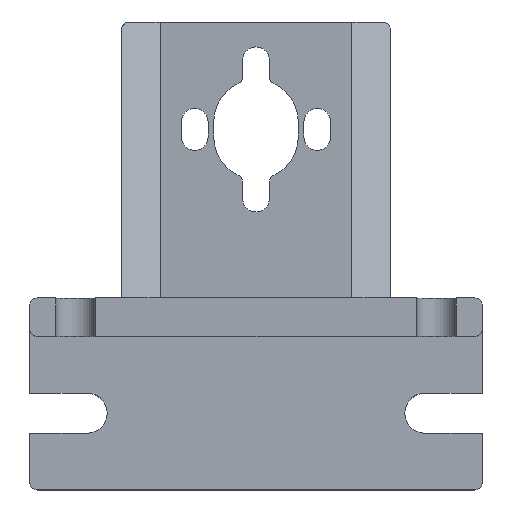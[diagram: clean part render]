
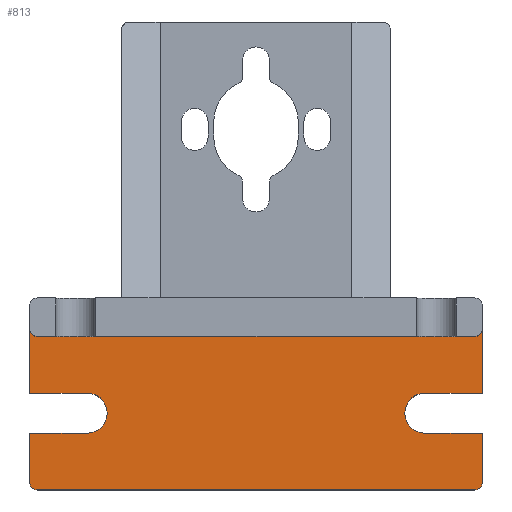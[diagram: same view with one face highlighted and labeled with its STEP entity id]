
A CAD part, top view. The second image highlights one B-rep face of the part: STEP entity #813.
In plain terms, the highlighted planar face has unit normal (0, 0, 1).
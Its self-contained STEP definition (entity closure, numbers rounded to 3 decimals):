
#7 = EDGE_CURVE ( 'NONE', #2001, #1763, #2185, .T. ) ;
#13 = DIRECTION ( 'NONE',  ( 1., 0., 0. ) ) ;
#15 = DIRECTION ( 'NONE',  ( 0., 0., -1. ) ) ;
#16 = EDGE_CURVE ( 'NONE', #378, #1763, #1256, .T. ) ;
#21 = EDGE_CURVE ( 'NONE', #378, #851, #1749, .T. ) ;
#32 = EDGE_CURVE ( 'NONE', #452, #851, #2135, .T. ) ;
#35 = EDGE_CURVE ( 'NONE', #2009, #452, #349, .T. ) ;
#40 = EDGE_CURVE ( 'NONE', #352, #2009, #299, .T. ) ;
#45 = EDGE_CURVE ( 'NONE', #352, #671, #1637, .T. ) ;
#47 = CARTESIAN_POINT ( 'NONE',  ( -28.5, -9.5, 5. ) ) ;
#61 = CARTESIAN_POINT ( 'NONE',  ( -29.5, -9.5, 5. ) ) ;
#66 = EDGE_CURVE ( 'NONE', #1560, #671, #1151, .T. ) ;
#67 = EDGE_CURVE ( 'NONE', #1560, #1043, #1201, .T. ) ;
#79 = VERTEX_POINT ( 'NONE', #366 ) ;
#88 = CARTESIAN_POINT ( 'NONE',  ( 0., 0., 5. ) ) ;
#125 = CARTESIAN_POINT ( 'NONE',  ( 0., -30.5, 5. ) ) ;
#129 = CARTESIAN_POINT ( 'NONE',  ( 29.5, 0., 5. ) ) ;
#150 = DIRECTION ( 'NONE',  ( 0., 0., -1. ) ) ;
#160 = DIRECTION ( 'NONE',  ( 1., 0., 0. ) ) ;
#169 = ORIENTED_EDGE ( 'NONE', *, *, #21, .T. ) ;
#172 = ORIENTED_EDGE ( 'NONE', *, *, #66, .F. ) ;
#181 = DIRECTION ( 'NONE',  ( 1., 0., 0. ) ) ;
#206 = CARTESIAN_POINT ( 'NONE',  ( 29.5, -29.5, 5. ) ) ;
#222 = CARTESIAN_POINT ( 'NONE',  ( 29.5, -10.5, 5. ) ) ;
#229 = DIRECTION ( 'NONE',  ( 0., 0., -1. ) ) ;
#256 = DIRECTION ( 'NONE',  ( 0., 0., -1. ) ) ;
#275 = EDGE_LOOP ( 'NONE', ( #1173, #1062, #2004, #1836, #421, #379, #771, #2118, #1610, #1559, #169, #849, #1875, #1015, #960, #172, #1071 ) ) ;
#299 = CIRCLE ( 'NONE', #1717, 2.6 ) ;
#300 = VERTEX_POINT ( 'NONE', #206 ) ;
#302 = DIRECTION ( 'NONE',  ( 0., 1., 0. ) ) ;
#311 = CARTESIAN_POINT ( 'NONE',  ( 28.5, -9.5, 5. ) ) ;
#349 = LINE ( 'NONE', #804, #2091 ) ;
#352 = VERTEX_POINT ( 'NONE', #1760 ) ;
#354 = CARTESIAN_POINT ( 'NONE',  ( 29.5, -17.9, 5. ) ) ;
#366 = CARTESIAN_POINT ( 'NONE',  ( 22., -23.1, 5. ) ) ;
#378 = VERTEX_POINT ( 'NONE', #1035 ) ;
#379 = ORIENTED_EDGE ( 'NONE', *, *, #1785, .T. ) ;
#383 = DIRECTION ( 'NONE',  ( 1., 0., 0. ) ) ;
#396 = VECTOR ( 'NONE', #753, 1000. ) ;
#397 = DIRECTION ( 'NONE',  ( 0., 0., 1. ) ) ;
#409 = CARTESIAN_POINT ( 'NONE',  ( -22., -17.9, 5. ) ) ;
#421 = ORIENTED_EDGE ( 'NONE', *, *, #736, .T. ) ;
#427 = DIRECTION ( 'NONE',  ( 1., 0., 0. ) ) ;
#432 = DIRECTION ( 'NONE',  ( 1., 0., 0. ) ) ;
#445 = DIRECTION ( 'NONE',  ( 0., 1., 0. ) ) ;
#448 = CARTESIAN_POINT ( 'NONE',  ( -28.5, -29.5, 5. ) ) ;
#452 = VERTEX_POINT ( 'NONE', #2166 ) ;
#490 = EDGE_CURVE ( 'NONE', #1154, #2001, #1366, .T. ) ;
#499 = VECTOR ( 'NONE', #445, 1000. ) ;
#508 = EDGE_CURVE ( 'NONE', #1867, #1154, #1427, .T. ) ;
#518 = DIRECTION ( 'NONE',  ( 0., 1., 0. ) ) ;
#567 = DIRECTION ( 'NONE',  ( 1., 0., 0. ) ) ;
#570 = DIRECTION ( 'NONE',  ( 0., 0., 1. ) ) ;
#580 = CARTESIAN_POINT ( 'NONE',  ( 29.5, -9.5, 5. ) ) ;
#582 = CARTESIAN_POINT ( 'NONE',  ( -22., -20.5, 5. ) ) ;
#591 = DIRECTION ( 'NONE',  ( -1., 0., 0. ) ) ;
#595 = CARTESIAN_POINT ( 'NONE',  ( 0., -23.1, 5. ) ) ;
#633 = DIRECTION ( 'NONE',  ( 1., 0., 0. ) ) ;
#634 = EDGE_CURVE ( 'NONE', #79, #1118, #686, .T. ) ;
#671 = VERTEX_POINT ( 'NONE', #897 ) ;
#686 = LINE ( 'NONE', #781, #2088 ) ;
#689 = VECTOR ( 'NONE', #591, 1000. ) ;
#736 = EDGE_CURVE ( 'NONE', #79, #2224, #1275, .T. ) ;
#738 = VERTEX_POINT ( 'NONE', #921 ) ;
#753 = DIRECTION ( 'NONE',  ( 0., 1., 0. ) ) ;
#771 = ORIENTED_EDGE ( 'NONE', *, *, #508, .T. ) ;
#778 = CARTESIAN_POINT ( 'NONE',  ( -29.5, 0., 5. ) ) ;
#781 = CARTESIAN_POINT ( 'NONE',  ( 0., -23.1, 5. ) ) ;
#787 = CARTESIAN_POINT ( 'NONE',  ( -29.5, 0., 5. ) ) ;
#794 = CARTESIAN_POINT ( 'NONE',  ( 19.4, -20.5, 5. ) ) ;
#802 = VECTOR ( 'NONE', #160, 1000. ) ;
#804 = CARTESIAN_POINT ( 'NONE',  ( 0., -17.9, 5. ) ) ;
#809 = LINE ( 'NONE', #129, #1703 ) ;
#813 = ADVANCED_FACE ( 'NONE', ( #1060 ), #1478, .T. ) ;
#814 = DIRECTION ( 'NONE',  ( -1., 0., 0. ) ) ;
#840 = CARTESIAN_POINT ( 'NONE',  ( -28.5, -30.5, 5. ) ) ;
#849 = ORIENTED_EDGE ( 'NONE', *, *, #32, .F. ) ;
#851 = VERTEX_POINT ( 'NONE', #61 ) ;
#859 = LINE ( 'NONE', #125, #1761 ) ;
#897 = CARTESIAN_POINT ( 'NONE',  ( -29.5, -23.1, 5. ) ) ;
#921 = CARTESIAN_POINT ( 'NONE',  ( 28.5, -30.5, 5. ) ) ;
#960 = ORIENTED_EDGE ( 'NONE', *, *, #45, .T. ) ;
#972 = DIRECTION ( 'NONE',  ( 0., 0., 1. ) ) ;
#973 = CARTESIAN_POINT ( 'NONE',  ( 28.5, -10.5, 5. ) ) ;
#1006 = AXIS2_PLACEMENT_3D ( 'NONE', #2049, #972, #2191 ) ;
#1015 = ORIENTED_EDGE ( 'NONE', *, *, #40, .F. ) ;
#1029 = AXIS2_PLACEMENT_3D ( 'NONE', #1165, #150, #1344 ) ;
#1035 = CARTESIAN_POINT ( 'NONE',  ( -28.5, -10.5, 5. ) ) ;
#1043 = VERTEX_POINT ( 'NONE', #840 ) ;
#1060 = FACE_OUTER_BOUND ( 'NONE', #275, .T. ) ;
#1062 = ORIENTED_EDGE ( 'NONE', *, *, #1844, .T. ) ;
#1071 = ORIENTED_EDGE ( 'NONE', *, *, #67, .T. ) ;
#1118 = VERTEX_POINT ( 'NONE', #1377 ) ;
#1151 = LINE ( 'NONE', #787, #2053 ) ;
#1154 = VERTEX_POINT ( 'NONE', #354 ) ;
#1165 = CARTESIAN_POINT ( 'NONE',  ( 22., -20.5, 5. ) ) ;
#1173 = ORIENTED_EDGE ( 'NONE', *, *, #1840, .T. ) ;
#1189 = CIRCLE ( 'NONE', #1029, 2.6 ) ;
#1201 = CIRCLE ( 'NONE', #1723, 1. ) ;
#1256 = LINE ( 'NONE', #222, #802 ) ;
#1264 = CARTESIAN_POINT ( 'NONE',  ( -29.5, -29.5, 5. ) ) ;
#1268 = CARTESIAN_POINT ( 'NONE',  ( 22., -20.5, 5. ) ) ;
#1275 = CIRCLE ( 'NONE', #1413, 2.6 ) ;
#1311 = VECTOR ( 'NONE', #633, 1000. ) ;
#1344 = DIRECTION ( 'NONE',  ( 1., 0., 0. ) ) ;
#1366 = LINE ( 'NONE', #1501, #499 ) ;
#1375 = AXIS2_PLACEMENT_3D ( 'NONE', #88, #1654, #427 ) ;
#1377 = CARTESIAN_POINT ( 'NONE',  ( 29.5, -23.1, 5. ) ) ;
#1413 = AXIS2_PLACEMENT_3D ( 'NONE', #1268, #256, #1463 ) ;
#1427 = LINE ( 'NONE', #2043, #1311 ) ;
#1463 = DIRECTION ( 'NONE',  ( 1., 0., 0. ) ) ;
#1478 = PLANE ( 'NONE',  #1375 ) ;
#1501 = CARTESIAN_POINT ( 'NONE',  ( 29.5, 0., 5. ) ) ;
#1559 = ORIENTED_EDGE ( 'NONE', *, *, #16, .F. ) ;
#1560 = VERTEX_POINT ( 'NONE', #1264 ) ;
#1610 = ORIENTED_EDGE ( 'NONE', *, *, #7, .T. ) ;
#1637 = LINE ( 'NONE', #595, #689 ) ;
#1654 = DIRECTION ( 'NONE',  ( 0., 0., 1. ) ) ;
#1703 = VECTOR ( 'NONE', #302, 1000. ) ;
#1717 = AXIS2_PLACEMENT_3D ( 'NONE', #582, #570, #567 ) ;
#1723 = AXIS2_PLACEMENT_3D ( 'NONE', #448, #397, #383 ) ;
#1735 = AXIS2_PLACEMENT_3D ( 'NONE', #47, #15, #13 ) ;
#1744 = AXIS2_PLACEMENT_3D ( 'NONE', #311, #229, #181 ) ;
#1749 = CIRCLE ( 'NONE', #1735, 1. ) ;
#1760 = CARTESIAN_POINT ( 'NONE',  ( -22., -23.1, 5. ) ) ;
#1761 = VECTOR ( 'NONE', #2183, 1000. ) ;
#1763 = VERTEX_POINT ( 'NONE', #973 ) ;
#1785 = EDGE_CURVE ( 'NONE', #2224, #1867, #1189, .T. ) ;
#1836 = ORIENTED_EDGE ( 'NONE', *, *, #634, .F. ) ;
#1840 = EDGE_CURVE ( 'NONE', #1043, #738, #859, .T. ) ;
#1844 = EDGE_CURVE ( 'NONE', #738, #300, #2193, .T. ) ;
#1853 = EDGE_CURVE ( 'NONE', #300, #1118, #809, .T. ) ;
#1867 = VERTEX_POINT ( 'NONE', #1886 ) ;
#1875 = ORIENTED_EDGE ( 'NONE', *, *, #35, .F. ) ;
#1886 = CARTESIAN_POINT ( 'NONE',  ( 22., -17.9, 5. ) ) ;
#2001 = VERTEX_POINT ( 'NONE', #580 ) ;
#2004 = ORIENTED_EDGE ( 'NONE', *, *, #1853, .T. ) ;
#2009 = VERTEX_POINT ( 'NONE', #409 ) ;
#2043 = CARTESIAN_POINT ( 'NONE',  ( 0., -17.9, 5. ) ) ;
#2049 = CARTESIAN_POINT ( 'NONE',  ( 28.5, -29.5, 5. ) ) ;
#2053 = VECTOR ( 'NONE', #518, 1000. ) ;
#2088 = VECTOR ( 'NONE', #432, 1000. ) ;
#2091 = VECTOR ( 'NONE', #814, 1000. ) ;
#2118 = ORIENTED_EDGE ( 'NONE', *, *, #490, .T. ) ;
#2135 = LINE ( 'NONE', #778, #396 ) ;
#2166 = CARTESIAN_POINT ( 'NONE',  ( -29.5, -17.9, 5. ) ) ;
#2183 = DIRECTION ( 'NONE',  ( 1., 0., 0. ) ) ;
#2185 = CIRCLE ( 'NONE', #1744, 1. ) ;
#2191 = DIRECTION ( 'NONE',  ( 1., 0., 0. ) ) ;
#2193 = CIRCLE ( 'NONE', #1006, 1. ) ;
#2224 = VERTEX_POINT ( 'NONE', #794 ) ;
